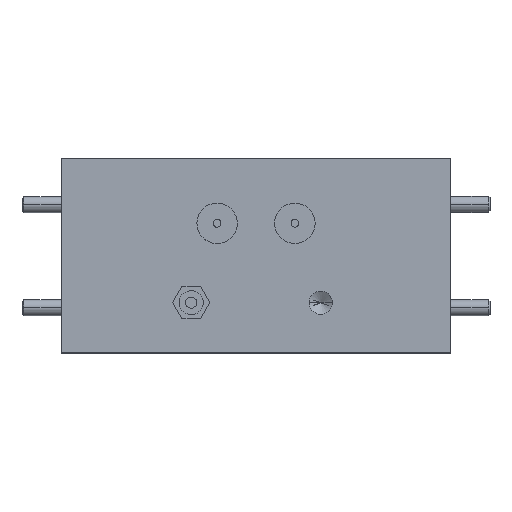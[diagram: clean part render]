
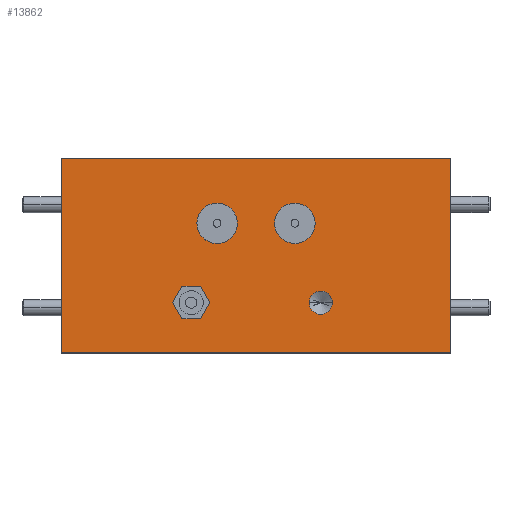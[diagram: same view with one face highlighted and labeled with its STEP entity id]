
A CAD part, top view. The second image highlights one B-rep face of the part: STEP entity #13862.
In plain terms, the highlighted planar face has unit normal (0, 0, 1).
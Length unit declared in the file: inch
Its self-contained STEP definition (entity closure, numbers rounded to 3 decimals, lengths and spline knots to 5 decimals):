
#21 = VERTEX_POINT ( 'NONE', #10342 ) ;
#156 = DIRECTION ( 'NONE',  ( 1., 0., 0. ) ) ;
#295 = AXIS2_PLACEMENT_3D ( 'NONE', #24019, #10040, #156 ) ;
#402 = DIRECTION ( 'NONE',  ( 0.5, -0.866, 0. ) ) ;
#438 = CARTESIAN_POINT ( 'NONE',  ( -0.15, 0.5, 0.55 ) ) ;
#581 = CARTESIAN_POINT ( 'NONE',  ( 0.2945, 0.194, 0.55 ) ) ;
#672 = PLANE ( 'NONE',  #6859 ) ;
#689 = VECTOR ( 'NONE', #20706, 39.37008 ) ;
#745 = ORIENTED_EDGE ( 'NONE', *, *, #8367, .F. ) ;
#789 = FACE_BOUND ( 'NONE', #5649, .T. ) ;
#861 = VERTEX_POINT ( 'NONE', #7425 ) ;
#978 = DIRECTION ( 'NONE',  ( -0.5, -0.866, 0. ) ) ;
#991 = DIRECTION ( 'NONE',  ( 1., 0., 0. ) ) ;
#1484 = CARTESIAN_POINT ( 'NONE',  ( -0.21392, 0.1315, 0.55 ) ) ;
#1615 = CARTESIAN_POINT ( 'NONE',  ( 0.25, 0.194, 0.55 ) ) ;
#1972 = LINE ( 'NONE', #13759, #5177 ) ;
#2285 = DIRECTION ( 'NONE',  ( 0.014, -1., 0. ) ) ;
#2311 = VERTEX_POINT ( 'NONE', #25121 ) ;
#2407 = DIRECTION ( 'NONE',  ( 0., 0., 1. ) ) ;
#2450 = LINE ( 'NONE', #24497, #7263 ) ;
#3641 = EDGE_CURVE ( 'NONE', #10562, #7125, #17309, .T. ) ;
#4237 = CARTESIAN_POINT ( 'NONE',  ( 0.75, 0.75, 0.55 ) ) ;
#4259 = VECTOR ( 'NONE', #18896, 39.37008 ) ;
#4384 = DIRECTION ( 'NONE',  ( 0., -1., 0. ) ) ;
#4462 = EDGE_CURVE ( 'NONE', #20683, #10562, #22641, .T. ) ;
#4481 = VERTEX_POINT ( 'NONE', #17034 ) ;
#4857 = VERTEX_POINT ( 'NONE', #10353 ) ;
#5177 = VECTOR ( 'NONE', #23894, 39.37008 ) ;
#5649 = EDGE_LOOP ( 'NONE', ( #745, #19473 ) ) ;
#5743 = EDGE_LOOP ( 'NONE', ( #14237, #20792 ) ) ;
#6733 = VECTOR ( 'NONE', #13259, 39.37008 ) ;
#6770 = FACE_BOUND ( 'NONE', #18893, .T. ) ;
#6809 = LINE ( 'NONE', #8757, #689 ) ;
#6859 = AXIS2_PLACEMENT_3D ( 'NONE', #7014, #20789, #24531 ) ;
#7014 = CARTESIAN_POINT ( 'NONE',  ( 0.75, 0.75, 0.55 ) ) ;
#7125 = VERTEX_POINT ( 'NONE', #23421 ) ;
#7263 = VECTOR ( 'NONE', #4384, 39.37008 ) ;
#7425 = CARTESIAN_POINT ( 'NONE',  ( 0.228, 0.5, 0.55 ) ) ;
#7468 = VERTEX_POINT ( 'NONE', #24264 ) ;
#7675 = VERTEX_POINT ( 'NONE', #1484 ) ;
#7762 = EDGE_CURVE ( 'NONE', #11370, #861, #12613, .T. ) ;
#7905 = ORIENTED_EDGE ( 'NONE', *, *, #20600, .T. ) ;
#8367 = EDGE_CURVE ( 'NONE', #861, #11370, #18497, .T. ) ;
#8455 = EDGE_LOOP ( 'NONE', ( #7905, #18203, #23704, #22332 ) ) ;
#8458 = CARTESIAN_POINT ( 'NONE',  ( 0.072, 0.5, 0.55 ) ) ;
#8675 = ORIENTED_EDGE ( 'NONE', *, *, #18830, .F. ) ;
#8757 = CARTESIAN_POINT ( 'NONE',  ( -0.28608, 0.1315, 0.55 ) ) ;
#8917 = LINE ( 'NONE', #14872, #12091 ) ;
#9051 = LINE ( 'NONE', #10848, #23801 ) ;
#9172 = ORIENTED_EDGE ( 'NONE', *, *, #14748, .F. ) ;
#9533 = DIRECTION ( 'NONE',  ( 0., 0., 1. ) ) ;
#9766 = DIRECTION ( 'NONE',  ( 0.014, -1., 0. ) ) ;
#10013 = CARTESIAN_POINT ( 'NONE',  ( 0.15, 0.5, 0.55 ) ) ;
#10040 = DIRECTION ( 'NONE',  ( 0., 0., 1. ) ) ;
#10292 = AXIS2_PLACEMENT_3D ( 'NONE', #438, #2407, #2285 ) ;
#10342 = CARTESIAN_POINT ( 'NONE',  ( 0.75, 0., 0.55 ) ) ;
#10353 = CARTESIAN_POINT ( 'NONE',  ( -0.14893, 0.42201, 0.55 ) ) ;
#10418 = CIRCLE ( 'NONE', #17033, 0.0445 ) ;
#10562 = VERTEX_POINT ( 'NONE', #21841 ) ;
#10570 = EDGE_CURVE ( 'NONE', #25501, #4857, #22570, .T. ) ;
#10761 = VERTEX_POINT ( 'NONE', #581 ) ;
#10799 = CARTESIAN_POINT ( 'NONE',  ( -0.21392, 0.1315, 0.55 ) ) ;
#10848 = CARTESIAN_POINT ( 'NONE',  ( 0.75, 0., 0.55 ) ) ;
#10863 = ORIENTED_EDGE ( 'NONE', *, *, #16332, .F. ) ;
#11033 = EDGE_CURVE ( 'NONE', #7675, #20683, #22486, .T. ) ;
#11370 = VERTEX_POINT ( 'NONE', #8458 ) ;
#11462 = EDGE_CURVE ( 'NONE', #20214, #21, #1972, .T. ) ;
#11590 = EDGE_LOOP ( 'NONE', ( #8675, #15125, #15043, #20254, #12441, #10863 ) ) ;
#12091 = VECTOR ( 'NONE', #978, 39.37008 ) ;
#12195 = DIRECTION ( 'NONE',  ( 1., 0., 0. ) ) ;
#12441 = ORIENTED_EDGE ( 'NONE', *, *, #14517, .F. ) ;
#12613 = CIRCLE ( 'NONE', #20510, 0.078 ) ;
#13126 = LINE ( 'NONE', #15324, #16762 ) ;
#13237 = CARTESIAN_POINT ( 'NONE',  ( 0.15, 0.5, 0.55 ) ) ;
#13259 = DIRECTION ( 'NONE',  ( -1., 0., 0. ) ) ;
#13759 = CARTESIAN_POINT ( 'NONE',  ( 0.75, 0.75, 0.55 ) ) ;
#13862 = ADVANCED_FACE ( 'NONE', ( #19903, #16012, #24670, #6770, #789 ), #672, .F. ) ;
#14145 = DIRECTION ( 'NONE',  ( 0., 0., 1. ) ) ;
#14157 = CARTESIAN_POINT ( 'NONE',  ( -0.15107, 0.57799, 0.55 ) ) ;
#14237 = ORIENTED_EDGE ( 'NONE', *, *, #22837, .F. ) ;
#14517 = EDGE_CURVE ( 'NONE', #7468, #7675, #6809, .T. ) ;
#14713 = CARTESIAN_POINT ( 'NONE',  ( -0.17783, 0.194, 0.55 ) ) ;
#14748 = EDGE_CURVE ( 'NONE', #10761, #21046, #21864, .T. ) ;
#14872 = CARTESIAN_POINT ( 'NONE',  ( -0.28608, 0.2565, 0.55 ) ) ;
#14956 = DIRECTION ( 'NONE',  ( 0.5, 0.866, 0. ) ) ;
#15043 = ORIENTED_EDGE ( 'NONE', *, *, #4462, .F. ) ;
#15125 = ORIENTED_EDGE ( 'NONE', *, *, #3641, .F. ) ;
#15324 = CARTESIAN_POINT ( 'NONE',  ( 0.75, 0.75, 0.55 ) ) ;
#16012 = FACE_OUTER_BOUND ( 'NONE', #8455, .T. ) ;
#16332 = EDGE_CURVE ( 'NONE', #4481, #7468, #21866, .T. ) ;
#16734 = ORIENTED_EDGE ( 'NONE', *, *, #18179, .F. ) ;
#16762 = VECTOR ( 'NONE', #23214, 39.37008 ) ;
#16782 = AXIS2_PLACEMENT_3D ( 'NONE', #21960, #14145, #9766 ) ;
#17033 = AXIS2_PLACEMENT_3D ( 'NONE', #1615, #9533, #17453 ) ;
#17034 = CARTESIAN_POINT ( 'NONE',  ( -0.32217, 0.194, 0.55 ) ) ;
#17071 = CARTESIAN_POINT ( 'NONE',  ( 0.2055, 0.194, 0.55 ) ) ;
#17309 = LINE ( 'NONE', #19498, #6733 ) ;
#17453 = DIRECTION ( 'NONE',  ( 1., 0., 0. ) ) ;
#18179 = EDGE_CURVE ( 'NONE', #21046, #10761, #10418, .T. ) ;
#18203 = ORIENTED_EDGE ( 'NONE', *, *, #20933, .T. ) ;
#18497 = CIRCLE ( 'NONE', #21817, 0.078 ) ;
#18551 = VERTEX_POINT ( 'NONE', #20358 ) ;
#18830 = EDGE_CURVE ( 'NONE', #7125, #4481, #8917, .T. ) ;
#18893 = EDGE_LOOP ( 'NONE', ( #9172, #16734 ) ) ;
#18896 = DIRECTION ( 'NONE',  ( -0.5, 0.866, 0. ) ) ;
#19473 = ORIENTED_EDGE ( 'NONE', *, *, #7762, .F. ) ;
#19498 = CARTESIAN_POINT ( 'NONE',  ( -0.21392, 0.2565, 0.55 ) ) ;
#19903 = FACE_BOUND ( 'NONE', #5743, .T. ) ;
#19907 = CARTESIAN_POINT ( 'NONE',  ( -0.32217, 0.194, 0.55 ) ) ;
#19978 = EDGE_CURVE ( 'NONE', #18551, #20214, #13126, .T. ) ;
#20214 = VERTEX_POINT ( 'NONE', #4237 ) ;
#20254 = ORIENTED_EDGE ( 'NONE', *, *, #11033, .F. ) ;
#20358 = CARTESIAN_POINT ( 'NONE',  ( -0.75, 0.75, 0.55 ) ) ;
#20510 = AXIS2_PLACEMENT_3D ( 'NONE', #13237, #21067, #21179 ) ;
#20600 = EDGE_CURVE ( 'NONE', #18551, #2311, #2450, .T. ) ;
#20683 = VERTEX_POINT ( 'NONE', #20901 ) ;
#20706 = DIRECTION ( 'NONE',  ( 1., 0., 0. ) ) ;
#20789 = DIRECTION ( 'NONE',  ( 0., 0., -1. ) ) ;
#20792 = ORIENTED_EDGE ( 'NONE', *, *, #10570, .F. ) ;
#20901 = CARTESIAN_POINT ( 'NONE',  ( -0.17783, 0.194, 0.55 ) ) ;
#20902 = VECTOR ( 'NONE', #402, 39.37008 ) ;
#20933 = EDGE_CURVE ( 'NONE', #2311, #21, #9051, .T. ) ;
#21046 = VERTEX_POINT ( 'NONE', #17071 ) ;
#21067 = DIRECTION ( 'NONE',  ( 0., 0., 1. ) ) ;
#21179 = DIRECTION ( 'NONE',  ( 1., 0., 0. ) ) ;
#21495 = CIRCLE ( 'NONE', #10292, 0.078 ) ;
#21817 = AXIS2_PLACEMENT_3D ( 'NONE', #10013, #24117, #12195 ) ;
#21841 = CARTESIAN_POINT ( 'NONE',  ( -0.21392, 0.2565, 0.55 ) ) ;
#21864 = CIRCLE ( 'NONE', #295, 0.0445 ) ;
#21866 = LINE ( 'NONE', #19907, #20902 ) ;
#21960 = CARTESIAN_POINT ( 'NONE',  ( -0.15, 0.5, 0.55 ) ) ;
#22332 = ORIENTED_EDGE ( 'NONE', *, *, #19978, .F. ) ;
#22486 = LINE ( 'NONE', #10799, #24701 ) ;
#22570 = CIRCLE ( 'NONE', #16782, 0.078 ) ;
#22641 = LINE ( 'NONE', #14713, #4259 ) ;
#22837 = EDGE_CURVE ( 'NONE', #4857, #25501, #21495, .T. ) ;
#23214 = DIRECTION ( 'NONE',  ( 1., 0., 0. ) ) ;
#23421 = CARTESIAN_POINT ( 'NONE',  ( -0.28608, 0.2565, 0.55 ) ) ;
#23704 = ORIENTED_EDGE ( 'NONE', *, *, #11462, .F. ) ;
#23801 = VECTOR ( 'NONE', #991, 39.37008 ) ;
#23894 = DIRECTION ( 'NONE',  ( 0., -1., 0. ) ) ;
#24019 = CARTESIAN_POINT ( 'NONE',  ( 0.25, 0.194, 0.55 ) ) ;
#24117 = DIRECTION ( 'NONE',  ( 0., 0., 1. ) ) ;
#24264 = CARTESIAN_POINT ( 'NONE',  ( -0.28608, 0.1315, 0.55 ) ) ;
#24497 = CARTESIAN_POINT ( 'NONE',  ( -0.75, 0.75, 0.55 ) ) ;
#24531 = DIRECTION ( 'NONE',  ( -1., 0., 0. ) ) ;
#24670 = FACE_BOUND ( 'NONE', #11590, .T. ) ;
#24701 = VECTOR ( 'NONE', #14956, 39.37008 ) ;
#25121 = CARTESIAN_POINT ( 'NONE',  ( -0.75, 0., 0.55 ) ) ;
#25501 = VERTEX_POINT ( 'NONE', #14157 ) ;
